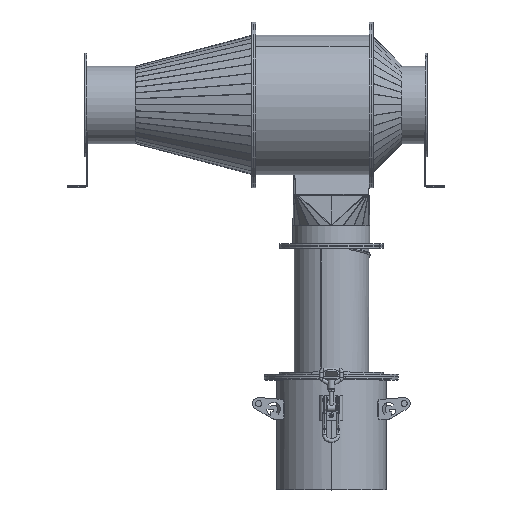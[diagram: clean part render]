
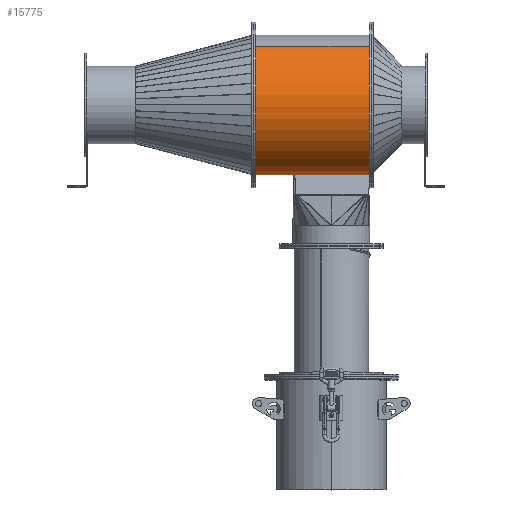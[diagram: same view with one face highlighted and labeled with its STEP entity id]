
A CAD part, top view. The second image highlights one B-rep face of the part: STEP entity #15775.
In plain terms, the highlighted cylindrical face has radius 139 mm (diameter 278 mm), a partial arc.
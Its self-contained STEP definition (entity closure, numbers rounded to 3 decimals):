
#828 = AXIS2_PLACEMENT_3D ( 'NONE', #16431, #44410, #12240 ) ;
#1269 = EDGE_LOOP ( 'NONE', ( #27425, #14222, #7028, #27685 ) ) ;
#2339 = AXIS2_PLACEMENT_3D ( 'NONE', #36766, #32806, #15533 ) ;
#3785 = VECTOR ( 'NONE', #34213, 1000. ) ;
#7028 = ORIENTED_EDGE ( 'NONE', *, *, #36421, .F. ) ;
#10382 = VERTEX_POINT ( 'NONE', #44789 ) ;
#12240 = DIRECTION ( 'NONE',  ( 1., 0., 0. ) ) ;
#12841 = DIRECTION ( 'NONE',  ( 0., -1., 0. ) ) ;
#14222 = ORIENTED_EDGE ( 'NONE', *, *, #39900, .T. ) ;
#15340 = VERTEX_POINT ( 'NONE', #28583 ) ;
#15533 = DIRECTION ( 'NONE',  ( 1., 0., 0. ) ) ;
#15775 = ADVANCED_FACE ( 'NONE', ( #28538 ), #28075, .T. ) ;
#16431 = CARTESIAN_POINT ( 'NONE',  ( 0., 0., 0. ) ) ;
#17134 = CARTESIAN_POINT ( 'NONE',  ( 0., 233., 0. ) ) ;
#17156 = VECTOR ( 'NONE', #12841, 1000. ) ;
#23319 = CARTESIAN_POINT ( 'NONE',  ( -0.253, 233., 139. ) ) ;
#24764 = VERTEX_POINT ( 'NONE', #40027 ) ;
#25356 = CIRCLE ( 'NONE', #828, 139. ) ;
#27087 = AXIS2_PLACEMENT_3D ( 'NONE', #17134, #31583, #31347 ) ;
#27425 = ORIENTED_EDGE ( 'NONE', *, *, #38477, .F. ) ;
#27685 = ORIENTED_EDGE ( 'NONE', *, *, #34402, .F. ) ;
#28075 = CYLINDRICAL_SURFACE ( 'NONE', #27087, 139. ) ;
#28538 = FACE_OUTER_BOUND ( 'NONE', #1269, .T. ) ;
#28583 = CARTESIAN_POINT ( 'NONE',  ( -0.253, 0., 139. ) ) ;
#30557 = CIRCLE ( 'NONE', #2339, 139. ) ;
#31347 = DIRECTION ( 'NONE',  ( 0., 0., -1. ) ) ;
#31583 = DIRECTION ( 'NONE',  ( 0., -1., 0. ) ) ;
#31845 = VERTEX_POINT ( 'NONE', #34799 ) ;
#32806 = DIRECTION ( 'NONE',  ( 0., 1., 0. ) ) ;
#34213 = DIRECTION ( 'NONE',  ( 0., 1., 0. ) ) ;
#34402 = EDGE_CURVE ( 'NONE', #31845, #10382, #30557, .T. ) ;
#34799 = CARTESIAN_POINT ( 'NONE',  ( -76.49, 233., -116.062 ) ) ;
#36421 = EDGE_CURVE ( 'NONE', #10382, #15340, #44794, .T. ) ;
#36766 = CARTESIAN_POINT ( 'NONE',  ( 0., 233., 0. ) ) ;
#38188 = CARTESIAN_POINT ( 'NONE',  ( -76.49, 233., -116.062 ) ) ;
#38477 = EDGE_CURVE ( 'NONE', #24764, #31845, #45179, .T. ) ;
#39900 = EDGE_CURVE ( 'NONE', #24764, #15340, #25356, .T. ) ;
#40027 = CARTESIAN_POINT ( 'NONE',  ( -76.49, 0., -116.062 ) ) ;
#44410 = DIRECTION ( 'NONE',  ( 0., 1., 0. ) ) ;
#44789 = CARTESIAN_POINT ( 'NONE',  ( -0.253, 233., 139. ) ) ;
#44794 = LINE ( 'NONE', #23319, #17156 ) ;
#45179 = LINE ( 'NONE', #38188, #3785 ) ;
